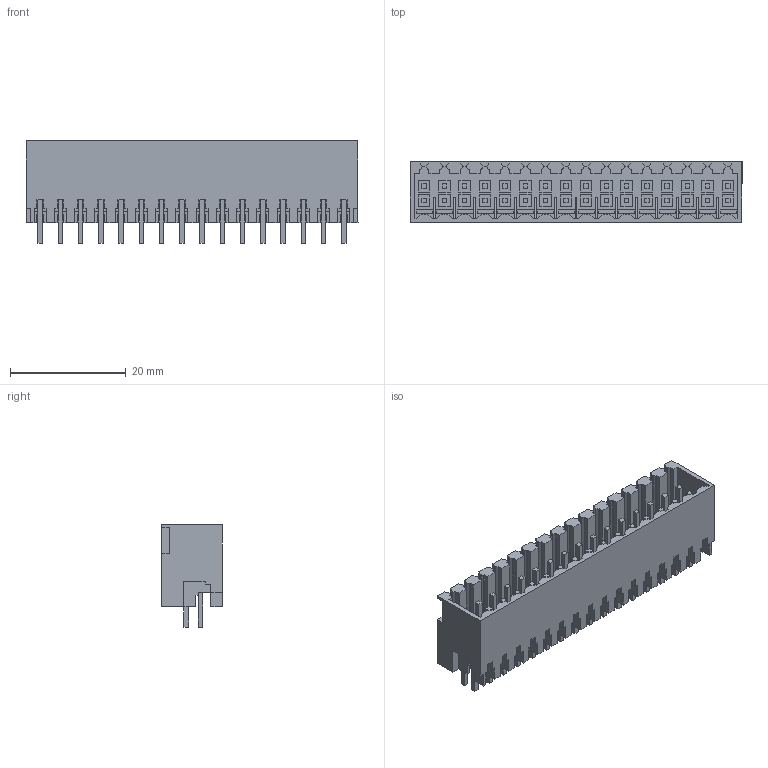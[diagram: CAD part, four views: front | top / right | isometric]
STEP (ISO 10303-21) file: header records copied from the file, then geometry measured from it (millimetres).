
FILE_DESCRIPTION(('CATIA V5 STEP Exchange','CAx-IF Rec.Pracs.--- Model Styling and Organization---1.4--- 2014-01-23'),'2;1');
FILE_NAME ('D1455129_0_1728920000_1728920000.stp','2019-02-22T07:29:27+00:00',('none'),('Weidmueller'),'CATIA Version 5-6 Release 2016 SP3 HF44','CATIA V5 STEP AP214','none');
FILE_SCHEMA(('AUTOMOTIVE_DESIGN { 1 0 10303 214 1 1 1 1 }'));
Length unit declared in the file: millimetre
Products named in the file (1): 1728920000
Bounding box: 57.4 x 10.5 x 17.7 mm (x, y, z)
Volume: 3796.3 mm3; surface area: 8270.6 mm2
Topology: 1 solids, 1 shells, 1492 faces, 4314 edges, 2935 vertices
Faces by surface type: plane 1460, cylinder 32
Entity records: 45459 total; most frequent: ORIENTED_EDGE 8628, CARTESIAN_POINT 7947, DIRECTION 5708, EDGE_CURVE 4314, VECTOR 4250, LINE 4250, VERTEX_POINT 2935, EDGE_LOOP 1603
